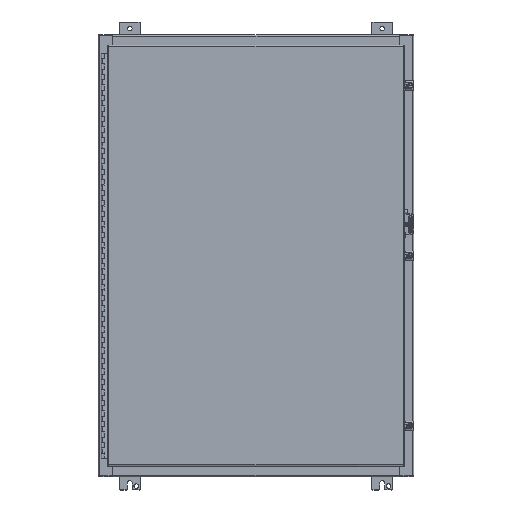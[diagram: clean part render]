
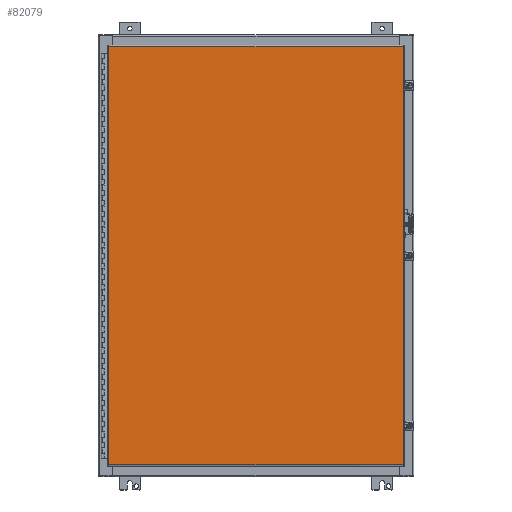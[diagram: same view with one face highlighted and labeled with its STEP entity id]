
A CAD part, top view. The second image highlights one B-rep face of the part: STEP entity #82079.
In plain terms, the highlighted planar face has unit normal (0, 0, -1).
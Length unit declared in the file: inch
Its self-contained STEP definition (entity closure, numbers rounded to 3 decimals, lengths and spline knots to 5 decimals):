
#2656 = ORIENTED_EDGE ( 'NONE', *, *, #173842, .T. ) ;
#24433 = FACE_OUTER_BOUND ( 'NONE', #165666, .T. ) ;
#42566 = DIRECTION ( 'NONE',  ( -1., 0., 0. ) ) ;
#45429 = CARTESIAN_POINT ( 'NONE',  ( 13.98, -19.88638, 6.073 ) ) ;
#51988 = ORIENTED_EDGE ( 'NONE', *, *, #116654, .T. ) ;
#59035 = VECTOR ( 'NONE', #210130, 39.37008 ) ;
#61170 = LINE ( 'NONE', #178950, #90437 ) ;
#64565 = CARTESIAN_POINT ( 'NONE',  ( 14.125, 19.88637, 6.073 ) ) ;
#65507 = VECTOR ( 'NONE', #113339, 39.37008 ) ;
#65704 = LINE ( 'NONE', #64565, #65507 ) ;
#68357 = ORIENTED_EDGE ( 'NONE', *, *, #168014, .T. ) ;
#71714 = VERTEX_POINT ( 'NONE', #45429 ) ;
#76538 = CARTESIAN_POINT ( 'NONE',  ( 14.125, -20.03137, 6.073 ) ) ;
#80344 = LINE ( 'NONE', #149372, #187464 ) ;
#82079 = ADVANCED_FACE ( 'NONE', ( #24433 ), #163662, .F. ) ;
#90437 = VECTOR ( 'NONE', #159753, 39.37008 ) ;
#111627 = LINE ( 'NONE', #178422, #59035 ) ;
#113339 = DIRECTION ( 'NONE',  ( 1., 0., 0. ) ) ;
#116654 = EDGE_CURVE ( 'NONE', #151561, #71714, #80344, .T. ) ;
#145585 = DIRECTION ( 'NONE',  ( 0., 0., 1. ) ) ;
#146294 = ORIENTED_EDGE ( 'NONE', *, *, #164483, .T. ) ;
#149372 = CARTESIAN_POINT ( 'NONE',  ( 13.98, -20.03137, 6.073 ) ) ;
#151561 = VERTEX_POINT ( 'NONE', #167095 ) ;
#159753 = DIRECTION ( 'NONE',  ( -1., 0., 0. ) ) ;
#159855 = CARTESIAN_POINT ( 'NONE',  ( -13.98, -19.88638, 6.073 ) ) ;
#163662 = PLANE ( 'NONE',  #185449 ) ;
#164483 = EDGE_CURVE ( 'NONE', #71714, #168622, #61170, .T. ) ;
#165666 = EDGE_LOOP ( 'NONE', ( #2656, #68357, #51988, #146294 ) ) ;
#167095 = CARTESIAN_POINT ( 'NONE',  ( 13.98, 19.88638, 6.073 ) ) ;
#168014 = EDGE_CURVE ( 'NONE', #215605, #151561, #65704, .T. ) ;
#168622 = VERTEX_POINT ( 'NONE', #159855 ) ;
#173842 = EDGE_CURVE ( 'NONE', #168622, #215605, #111627, .T. ) ;
#178422 = CARTESIAN_POINT ( 'NONE',  ( -13.98, -20.03137, 6.073 ) ) ;
#178950 = CARTESIAN_POINT ( 'NONE',  ( 14.125, -19.88637, 6.073 ) ) ;
#185449 = AXIS2_PLACEMENT_3D ( 'NONE', #76538, #145585, #42566 ) ;
#187464 = VECTOR ( 'NONE', #218382, 39.37008 ) ;
#210130 = DIRECTION ( 'NONE',  ( 0., 1., 0. ) ) ;
#215605 = VERTEX_POINT ( 'NONE', #221641 ) ;
#218382 = DIRECTION ( 'NONE',  ( 0., -1., 0. ) ) ;
#221641 = CARTESIAN_POINT ( 'NONE',  ( -13.98, 19.88638, 6.073 ) ) ;
